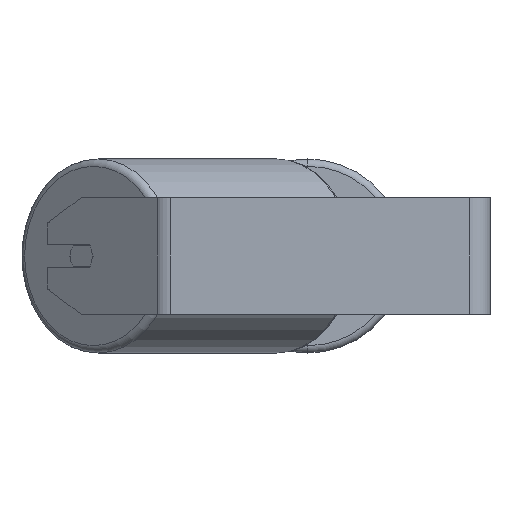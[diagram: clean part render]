
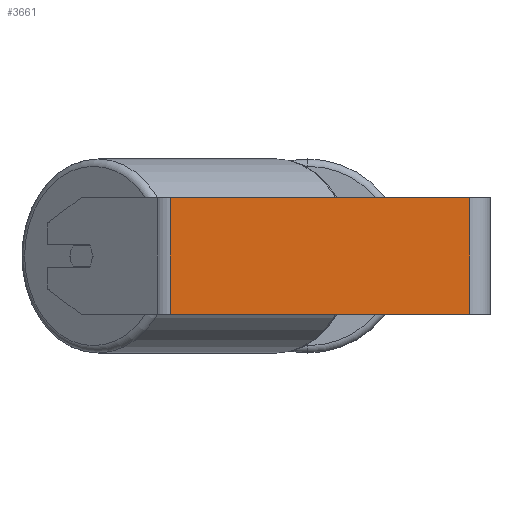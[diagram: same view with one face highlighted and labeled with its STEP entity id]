
A CAD part, left-side view. The second image highlights one B-rep face of the part: STEP entity #3661.
In plain terms, the highlighted planar face has unit normal (-1, 0, 0).
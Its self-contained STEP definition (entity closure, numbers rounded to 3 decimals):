
#124 = EDGE_CURVE ( 'NONE', #2447, #7023, #6619, .T. ) ;
#164 = CARTESIAN_POINT ( 'NONE',  ( -360., 219.125, -40. ) ) ;
#273 = VECTOR ( 'NONE', #7970, 1000. ) ;
#960 = LINE ( 'NONE', #3609, #2752 ) ;
#1360 = DIRECTION ( 'NONE',  ( 0., 0., -1. ) ) ;
#2447 = VERTEX_POINT ( 'NONE', #6944 ) ;
#2752 = VECTOR ( 'NONE', #4843, 1000. ) ;
#3416 = EDGE_CURVE ( 'NONE', #3857, #7257, #7802, .T. ) ;
#3609 = CARTESIAN_POINT ( 'NONE',  ( -360., 224.22, 40. ) ) ;
#3645 = CARTESIAN_POINT ( 'NONE',  ( -360., 224.22, -40. ) ) ;
#3661 = ADVANCED_FACE ( 'NONE', ( #5411 ), #6748, .F. ) ;
#3857 = VERTEX_POINT ( 'NONE', #6609 ) ;
#4042 = ORIENTED_EDGE ( 'NONE', *, *, #4468, .T. ) ;
#4149 = ORIENTED_EDGE ( 'NONE', *, *, #3416, .T. ) ;
#4286 = DIRECTION ( 'NONE',  ( 0., -1., 0. ) ) ;
#4400 = AXIS2_PLACEMENT_3D ( 'NONE', #8006, #4770, #7369 ) ;
#4468 = EDGE_CURVE ( 'NONE', #7257, #7023, #8164, .T. ) ;
#4523 = VECTOR ( 'NONE', #4286, 1000. ) ;
#4770 = DIRECTION ( 'NONE',  ( 1., 0., 0. ) ) ;
#4843 = DIRECTION ( 'NONE',  ( 0., -1., 0. ) ) ;
#4956 = EDGE_LOOP ( 'NONE', ( #4042, #7141, #6883, #4149 ) ) ;
#5411 = FACE_OUTER_BOUND ( 'NONE', #4956, .T. ) ;
#6609 = CARTESIAN_POINT ( 'NONE',  ( -360., 219.125, 40. ) ) ;
#6619 = LINE ( 'NONE', #7244, #273 ) ;
#6748 = PLANE ( 'NONE',  #4400 ) ;
#6883 = ORIENTED_EDGE ( 'NONE', *, *, #8389, .F. ) ;
#6944 = CARTESIAN_POINT ( 'NONE',  ( -360., 14., 40. ) ) ;
#7023 = VERTEX_POINT ( 'NONE', #7185 ) ;
#7141 = ORIENTED_EDGE ( 'NONE', *, *, #124, .F. ) ;
#7185 = CARTESIAN_POINT ( 'NONE',  ( -360., 14., -40. ) ) ;
#7200 = CARTESIAN_POINT ( 'NONE',  ( -360., 219.125, 40. ) ) ;
#7244 = CARTESIAN_POINT ( 'NONE',  ( -360., 14., 40. ) ) ;
#7257 = VERTEX_POINT ( 'NONE', #164 ) ;
#7369 = DIRECTION ( 'NONE',  ( 0., 0., -1. ) ) ;
#7802 = LINE ( 'NONE', #7200, #7930 ) ;
#7930 = VECTOR ( 'NONE', #1360, 1000. ) ;
#7970 = DIRECTION ( 'NONE',  ( 0., 0., -1. ) ) ;
#8006 = CARTESIAN_POINT ( 'NONE',  ( -360., 224.22, 40. ) ) ;
#8164 = LINE ( 'NONE', #3645, #4523 ) ;
#8389 = EDGE_CURVE ( 'NONE', #3857, #2447, #960, .T. ) ;
